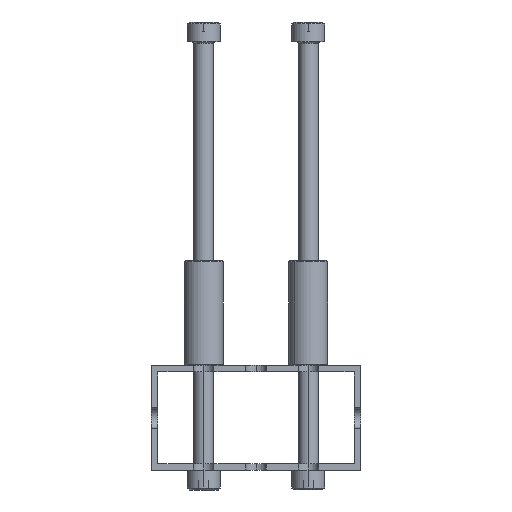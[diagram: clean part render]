
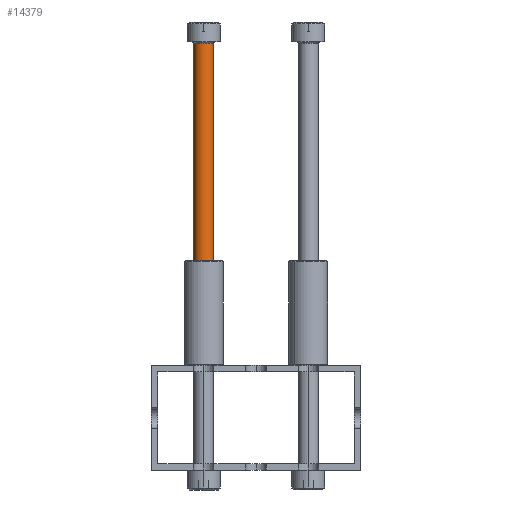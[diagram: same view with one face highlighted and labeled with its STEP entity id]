
A CAD part, left-side view. The second image highlights one B-rep face of the part: STEP entity #14379.
In plain terms, the highlighted cylindrical face has radius 2.413 mm (diameter 4.826 mm), a partial arc.
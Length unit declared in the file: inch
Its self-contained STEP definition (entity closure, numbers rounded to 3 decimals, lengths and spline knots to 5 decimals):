
#213 = DIRECTION ( 'NONE',  ( 0., 0., 1. ) ) ;
#677 = EDGE_CURVE ( 'NONE', #20191, #10556, #9860, .T. ) ;
#682 = CARTESIAN_POINT ( 'NONE',  ( 0.204, 0., -0.095 ) ) ;
#1942 = EDGE_LOOP ( 'NONE', ( #5232, #3224, #4863, #4985 ) ) ;
#3224 = ORIENTED_EDGE ( 'NONE', *, *, #677, .T. ) ;
#3940 = DIRECTION ( 'NONE',  ( 0., 0., -1. ) ) ;
#4153 = CARTESIAN_POINT ( 'NONE',  ( 2.6714, 0., 0. ) ) ;
#4863 = ORIENTED_EDGE ( 'NONE', *, *, #16181, .T. ) ;
#4985 = ORIENTED_EDGE ( 'NONE', *, *, #10437, .T. ) ;
#5232 = ORIENTED_EDGE ( 'NONE', *, *, #23945, .F. ) ;
#5589 = LINE ( 'NONE', #9160, #16739 ) ;
#5812 = DIRECTION ( 'NONE',  ( 1., 0., 0. ) ) ;
#6403 = CARTESIAN_POINT ( 'NONE',  ( 2.6714, 0., 0.095 ) ) ;
#7625 = AXIS2_PLACEMENT_3D ( 'NONE', #12648, #20449, #20590 ) ;
#7727 = VECTOR ( 'NONE', #12298, 39.37008 ) ;
#8870 = CARTESIAN_POINT ( 'NONE',  ( -1.25, 0., -0.095 ) ) ;
#9160 = CARTESIAN_POINT ( 'NONE',  ( -1.25, 0., 0.095 ) ) ;
#9860 = CIRCLE ( 'NONE', #11821, 0.095 ) ;
#10437 = EDGE_CURVE ( 'NONE', #17551, #19861, #10813, .T. ) ;
#10556 = VERTEX_POINT ( 'NONE', #6403 ) ;
#10813 = CIRCLE ( 'NONE', #13581, 0.095 ) ;
#11821 = AXIS2_PLACEMENT_3D ( 'NONE', #4153, #15379, #213 ) ;
#12284 = FACE_OUTER_BOUND ( 'NONE', #1942, .T. ) ;
#12298 = DIRECTION ( 'NONE',  ( -1., 0., 0. ) ) ;
#12648 = CARTESIAN_POINT ( 'NONE',  ( -1.25, 0., 0. ) ) ;
#13581 = AXIS2_PLACEMENT_3D ( 'NONE', #22727, #5812, #3940 ) ;
#14379 = ADVANCED_FACE ( 'NONE', ( #12284 ), #19851, .T. ) ;
#14988 = CARTESIAN_POINT ( 'NONE',  ( 0.204, 0., 0.095 ) ) ;
#15379 = DIRECTION ( 'NONE',  ( -1., 0., 0. ) ) ;
#16181 = EDGE_CURVE ( 'NONE', #10556, #17551, #5589, .T. ) ;
#16739 = VECTOR ( 'NONE', #22250, 39.37008 ) ;
#17551 = VERTEX_POINT ( 'NONE', #14988 ) ;
#19851 = CYLINDRICAL_SURFACE ( 'NONE', #7625, 0.095 ) ;
#19861 = VERTEX_POINT ( 'NONE', #682 ) ;
#20191 = VERTEX_POINT ( 'NONE', #22264 ) ;
#20449 = DIRECTION ( 'NONE',  ( -1., 0., 0. ) ) ;
#20590 = DIRECTION ( 'NONE',  ( 0., 0., 1. ) ) ;
#22250 = DIRECTION ( 'NONE',  ( -1., 0., 0. ) ) ;
#22264 = CARTESIAN_POINT ( 'NONE',  ( 2.6714, 0., -0.095 ) ) ;
#22727 = CARTESIAN_POINT ( 'NONE',  ( 0.204, 0., 0. ) ) ;
#23806 = LINE ( 'NONE', #8870, #7727 ) ;
#23945 = EDGE_CURVE ( 'NONE', #20191, #19861, #23806, .T. ) ;
